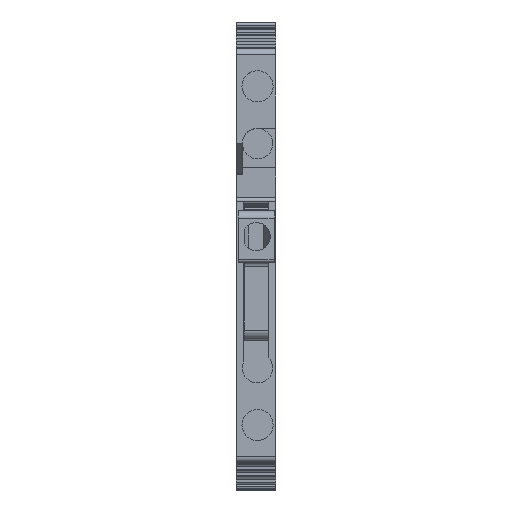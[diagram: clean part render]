
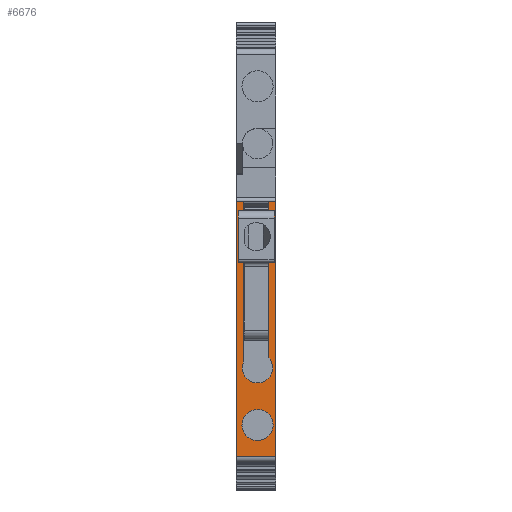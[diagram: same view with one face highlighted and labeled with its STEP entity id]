
A CAD part, top view. The second image highlights one B-rep face of the part: STEP entity #6676.
In plain terms, the highlighted planar face has unit normal (0, 0, 1).
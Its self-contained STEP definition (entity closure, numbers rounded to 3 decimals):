
#6589=AXIS2_PLACEMENT_3D('Plane Axis2P3D',#6586,#6587,#6588) ;
#6641=AXIS2_PLACEMENT_3D('Circle Axis2P3D',#6639,#6640,$) ;
#6648=AXIS2_PLACEMENT_3D('Circle Axis2P3D',#6646,#6647,$) ;
#6660=AXIS2_PLACEMENT_3D('Circle Axis2P3D',#6658,#6659,$) ;
#6669=AXIS2_PLACEMENT_3D('Circle Axis2P3D',#6667,#6668,$) ;
#6564=CARTESIAN_POINT('Vertex',(5.1,4.193,46.25)) ;
#6567=CARTESIAN_POINT('Line Origine',(2.55,4.193,46.25)) ;
#6571=CARTESIAN_POINT('Vertex',(0.,4.193,46.25)) ;
#6586=CARTESIAN_POINT('Axis2P3D Location',(5.1,4.193,46.25)) ;
#6591=CARTESIAN_POINT('Line Origine',(0.,20.593,46.25)) ;
#6595=CARTESIAN_POINT('Vertex',(0.,36.992,46.25)) ;
#6598=CARTESIAN_POINT('Line Origine',(5.1,20.593,46.25)) ;
#6602=CARTESIAN_POINT('Vertex',(5.1,36.992,46.25)) ;
#6605=CARTESIAN_POINT('Line Origine',(2.55,36.992,46.25)) ;
#6616=CARTESIAN_POINT('Line Origine',(0.95,26.661,46.25)) ;
#6620=CARTESIAN_POINT('Vertex',(0.95,16.372,46.25)) ;
#6622=CARTESIAN_POINT('Vertex',(0.95,36.95,46.25)) ;
#6625=CARTESIAN_POINT('Line Origine',(2.575,36.95,46.25)) ;
#6629=CARTESIAN_POINT('Vertex',(4.2,36.95,46.25)) ;
#6632=CARTESIAN_POINT('Line Origine',(4.2,26.938,46.25)) ;
#6636=CARTESIAN_POINT('Vertex',(4.2,16.926,46.25)) ;
#6639=CARTESIAN_POINT('Axis2P3D Location',(2.75,15.622,46.25)) ;
#6643=CARTESIAN_POINT('Vertex',(1.815,13.911,46.25)) ;
#6646=CARTESIAN_POINT('Axis2P3D Location',(2.75,15.622,46.25)) ;
#6658=CARTESIAN_POINT('Axis2P3D Location',(2.75,8.272,46.25)) ;
#6662=CARTESIAN_POINT('Vertex',(1.791,6.517,46.25)) ;
#6664=CARTESIAN_POINT('Vertex',(3.709,10.027,46.25)) ;
#6667=CARTESIAN_POINT('Axis2P3D Location',(2.75,8.272,46.25)) ;
#6568=DIRECTION('Vector Direction',(-1.,0.,0.)) ;
#6587=DIRECTION('Axis2P3D Direction',(0.,0.,-1.)) ;
#6588=DIRECTION('Axis2P3D XDirection',(0.,1.,0.)) ;
#6592=DIRECTION('Vector Direction',(0.,1.,0.)) ;
#6599=DIRECTION('Vector Direction',(0.,1.,0.)) ;
#6606=DIRECTION('Vector Direction',(-1.,0.,0.)) ;
#6617=DIRECTION('Vector Direction',(0.,1.,0.)) ;
#6626=DIRECTION('Vector Direction',(1.,0.,0.)) ;
#6633=DIRECTION('Vector Direction',(0.,1.,0.)) ;
#6640=DIRECTION('Axis2P3D Direction',(0.,0.,-1.)) ;
#6647=DIRECTION('Axis2P3D Direction',(0.,0.,-1.)) ;
#6659=DIRECTION('Axis2P3D Direction',(0.,0.,-1.)) ;
#6668=DIRECTION('Axis2P3D Direction',(0.,0.,-1.)) ;
#6569=VECTOR('Line Direction',#6568,1.) ;
#6593=VECTOR('Line Direction',#6592,1.) ;
#6600=VECTOR('Line Direction',#6599,1.) ;
#6607=VECTOR('Line Direction',#6606,1.) ;
#6618=VECTOR('Line Direction',#6617,1.) ;
#6627=VECTOR('Line Direction',#6626,1.) ;
#6634=VECTOR('Line Direction',#6633,1.) ;
#6611=ORIENTED_EDGE('',*,*,#6597,.F.) ;
#6612=ORIENTED_EDGE('',*,*,#6573,.T.) ;
#6613=ORIENTED_EDGE('',*,*,#6604,.T.) ;
#6614=ORIENTED_EDGE('',*,*,#6609,.F.) ;
#6652=ORIENTED_EDGE('',*,*,#6624,.T.) ;
#6653=ORIENTED_EDGE('',*,*,#6631,.T.) ;
#6654=ORIENTED_EDGE('',*,*,#6638,.F.) ;
#6655=ORIENTED_EDGE('',*,*,#6645,.T.) ;
#6656=ORIENTED_EDGE('',*,*,#6650,.T.) ;
#6673=ORIENTED_EDGE('',*,*,#6666,.T.) ;
#6674=ORIENTED_EDGE('',*,*,#6671,.T.) ;
#6657=FACE_BOUND('',#6651,.T.) ;
#6675=FACE_BOUND('',#6672,.T.) ;
#6676=ADVANCED_FACE('KLTR_WTR2_5_ZZ.1\\Koerper.2 ( *SOL1 - wsp *MASTER -  )',(#6615,#6657,#6675),#6590,.F.) ;
#6642=CIRCLE('generated circle',#6641,1.95) ;
#6649=CIRCLE('generated circle',#6648,1.95) ;
#6661=CIRCLE('generated circle',#6660,2.) ;
#6670=CIRCLE('generated circle',#6669,2.) ;
#6573=EDGE_CURVE('',#6572,#6565,#6570,.F.) ;
#6597=EDGE_CURVE('',#6572,#6596,#6594,.T.) ;
#6604=EDGE_CURVE('',#6565,#6603,#6601,.T.) ;
#6609=EDGE_CURVE('',#6596,#6603,#6608,.F.) ;
#6624=EDGE_CURVE('',#6621,#6623,#6619,.T.) ;
#6631=EDGE_CURVE('',#6623,#6630,#6628,.T.) ;
#6638=EDGE_CURVE('',#6637,#6630,#6635,.T.) ;
#6645=EDGE_CURVE('',#6637,#6644,#6642,.T.) ;
#6650=EDGE_CURVE('',#6644,#6621,#6649,.T.) ;
#6666=EDGE_CURVE('',#6663,#6665,#6661,.T.) ;
#6671=EDGE_CURVE('',#6665,#6663,#6670,.T.) ;
#6610=EDGE_LOOP('',(#6611,#6612,#6613,#6614)) ;
#6651=EDGE_LOOP('',(#6652,#6653,#6654,#6655,#6656)) ;
#6672=EDGE_LOOP('',(#6673,#6674)) ;
#6615=FACE_OUTER_BOUND('',#6610,.T.) ;
#6570=LINE('Line',#6567,#6569) ;
#6594=LINE('Line',#6591,#6593) ;
#6601=LINE('Line',#6598,#6600) ;
#6608=LINE('Line',#6605,#6607) ;
#6619=LINE('Line',#6616,#6618) ;
#6628=LINE('Line',#6625,#6627) ;
#6635=LINE('Line',#6632,#6634) ;
#6590=PLANE('',#6589) ;
#6565=VERTEX_POINT('',#6564) ;
#6572=VERTEX_POINT('',#6571) ;
#6596=VERTEX_POINT('',#6595) ;
#6603=VERTEX_POINT('',#6602) ;
#6621=VERTEX_POINT('',#6620) ;
#6623=VERTEX_POINT('',#6622) ;
#6630=VERTEX_POINT('',#6629) ;
#6637=VERTEX_POINT('',#6636) ;
#6644=VERTEX_POINT('',#6643) ;
#6663=VERTEX_POINT('',#6662) ;
#6665=VERTEX_POINT('',#6664) ;
